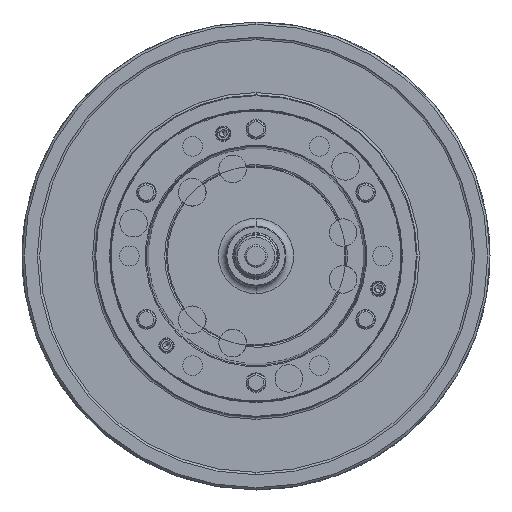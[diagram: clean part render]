
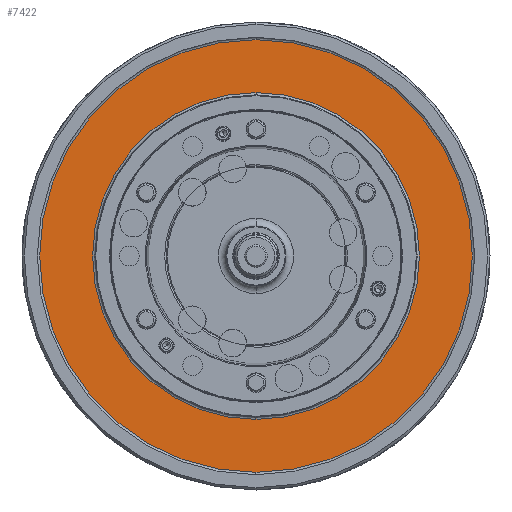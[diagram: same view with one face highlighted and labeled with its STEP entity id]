
A CAD part, left-side view. The second image highlights one B-rep face of the part: STEP entity #7422.
In plain terms, the highlighted planar face has unit normal (-1, 0, 0).
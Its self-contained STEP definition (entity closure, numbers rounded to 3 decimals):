
#715 = PLANE ( 'NONE',  #35709 ) ;
#4077 = DIRECTION ( 'NONE',  ( 0., 0., 1. ) ) ;
#6199 = CARTESIAN_POINT ( 'NONE',  ( -110., 0., 0. ) ) ;
#7422 = ADVANCED_FACE ( 'NONE', ( #25319, #45044 ), #715, .T. ) ;
#7516 = DIRECTION ( 'NONE',  ( 1., 0., 0. ) ) ;
#7849 = VERTEX_POINT ( 'NONE', #11865 ) ;
#8887 = ORIENTED_EDGE ( 'NONE', *, *, #27762, .T. ) ;
#11465 = CIRCLE ( 'NONE', #47628, 213. ) ;
#11865 = CARTESIAN_POINT ( 'NONE',  ( -110., 0., -282. ) ) ;
#12445 = ORIENTED_EDGE ( 'NONE', *, *, #22196, .T. ) ;
#14965 = ORIENTED_EDGE ( 'NONE', *, *, #40025, .T. ) ;
#15229 = EDGE_LOOP ( 'NONE', ( #8887, #14965 ) ) ;
#17137 = DIRECTION ( 'NONE',  ( 1., 0., 0. ) ) ;
#17306 = CARTESIAN_POINT ( 'NONE',  ( -110., 0., 213. ) ) ;
#17536 = VERTEX_POINT ( 'NONE', #17306 ) ;
#20434 = CARTESIAN_POINT ( 'NONE',  ( -110., 285., 0. ) ) ;
#21262 = AXIS2_PLACEMENT_3D ( 'NONE', #28695, #48413, #4077 ) ;
#22196 = EDGE_CURVE ( 'NONE', #17536, #23391, #11465, .T. ) ;
#23391 = VERTEX_POINT ( 'NONE', #30959 ) ;
#24085 = CIRCLE ( 'NONE', #60254, 213. ) ;
#25319 = FACE_BOUND ( 'NONE', #55354, .T. ) ;
#25941 = DIRECTION ( 'NONE',  ( -1., 0., 0. ) ) ;
#27269 = DIRECTION ( 'NONE',  ( 0., 0., 1. ) ) ;
#27762 = EDGE_CURVE ( 'NONE', #38513, #7849, #62335, .T. ) ;
#28695 = CARTESIAN_POINT ( 'NONE',  ( -110., 0., 0. ) ) ;
#30959 = CARTESIAN_POINT ( 'NONE',  ( -110., 0., -213. ) ) ;
#34444 = AXIS2_PLACEMENT_3D ( 'NONE', #6199, #25941, #45676 ) ;
#35709 = AXIS2_PLACEMENT_3D ( 'NONE', #20434, #40186, #59910 ) ;
#35862 = EDGE_CURVE ( 'NONE', #23391, #17536, #24085, .T. ) ;
#36887 = DIRECTION ( 'NONE',  ( 0., 0., 1. ) ) ;
#38513 = VERTEX_POINT ( 'NONE', #40358 ) ;
#40025 = EDGE_CURVE ( 'NONE', #7849, #38513, #49159, .T. ) ;
#40186 = DIRECTION ( 'NONE',  ( -1., 0., 0. ) ) ;
#40358 = CARTESIAN_POINT ( 'NONE',  ( -110., 0., 282. ) ) ;
#45044 = FACE_OUTER_BOUND ( 'NONE', #15229, .T. ) ;
#45676 = DIRECTION ( 'NONE',  ( 0., 0., 1. ) ) ;
#47628 = AXIS2_PLACEMENT_3D ( 'NONE', #61480, #17137, #36887 ) ;
#48413 = DIRECTION ( 'NONE',  ( -1., 0., 0. ) ) ;
#49159 = CIRCLE ( 'NONE', #21262, 282. ) ;
#51823 = CARTESIAN_POINT ( 'NONE',  ( -110., 0., 0. ) ) ;
#55354 = EDGE_LOOP ( 'NONE', ( #12445, #59548 ) ) ;
#59548 = ORIENTED_EDGE ( 'NONE', *, *, #35862, .T. ) ;
#59910 = DIRECTION ( 'NONE',  ( 0., 0., 1. ) ) ;
#60254 = AXIS2_PLACEMENT_3D ( 'NONE', #51823, #7516, #27269 ) ;
#61480 = CARTESIAN_POINT ( 'NONE',  ( -110., 0., 0. ) ) ;
#62335 = CIRCLE ( 'NONE', #34444, 282. ) ;
